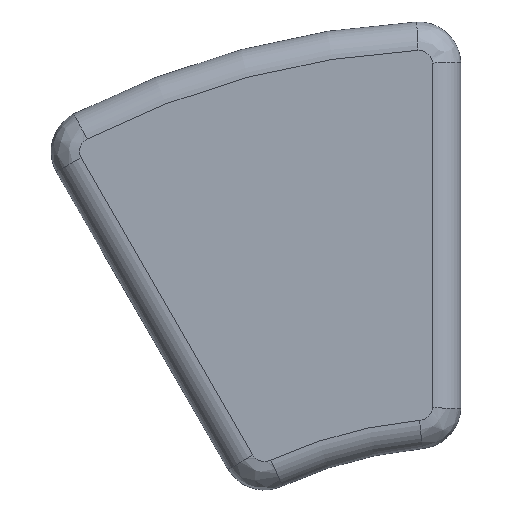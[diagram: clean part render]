
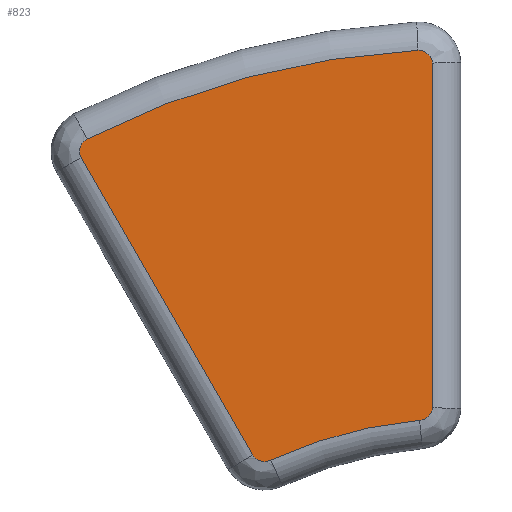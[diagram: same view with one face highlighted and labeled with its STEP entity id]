
A CAD part, top view. The second image highlights one B-rep face of the part: STEP entity #823.
In plain terms, the highlighted planar face has unit normal (0, 0, 1).
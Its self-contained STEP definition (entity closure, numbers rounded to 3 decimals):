
#41=PLANE('',#955);
#115=FACE_OUTER_BOUND('',#168,.T.);
#168=EDGE_LOOP('',(#757,#758,#759,#760,#761,#762,#763,#764,#765));
#213=LINE('',#1586,#262);
#214=LINE('',#1601,#263);
#218=LINE('',#1619,#267);
#262=VECTOR('',#1194,1.);
#263=VECTOR('',#1199,1.);
#267=VECTOR('',#1223,1.);
#315=CIRCLE('',#924,1.);
#323=CIRCLE('',#936,1.);
#324=CIRCLE('',#939,58.);
#327=CIRCLE('',#943,1.);
#330=CIRCLE('',#950,32.);
#331=CIRCLE('',#953,1.);
#391=VERTEX_POINT('',#1422);
#392=VERTEX_POINT('',#1424);
#400=VERTEX_POINT('',#1486);
#401=VERTEX_POINT('',#1487);
#402=VERTEX_POINT('',#1521);
#404=VERTEX_POINT('',#1598);
#405=VERTEX_POINT('',#1600);
#408=VERTEX_POINT('',#1612);
#409=VERTEX_POINT('',#1618);
#496=EDGE_CURVE('',#391,#392,#315,.T.);
#509=EDGE_CURVE('',#400,#401,#323,.T.);
#512=EDGE_CURVE('',#391,#401,#324,.T.);
#514=EDGE_CURVE('',#392,#402,#213,.T.);
#517=EDGE_CURVE('',#405,#404,#214,.T.);
#518=EDGE_CURVE('',#402,#405,#327,.T.);
#524=EDGE_CURVE('',#404,#408,#330,.T.);
#526=EDGE_CURVE('',#409,#400,#218,.T.);
#528=EDGE_CURVE('',#408,#409,#331,.T.);
#757=ORIENTED_EDGE('',*,*,#512,.F.);
#758=ORIENTED_EDGE('',*,*,#496,.T.);
#759=ORIENTED_EDGE('',*,*,#514,.T.);
#760=ORIENTED_EDGE('',*,*,#518,.T.);
#761=ORIENTED_EDGE('',*,*,#517,.T.);
#762=ORIENTED_EDGE('',*,*,#524,.T.);
#763=ORIENTED_EDGE('',*,*,#528,.T.);
#764=ORIENTED_EDGE('',*,*,#526,.T.);
#765=ORIENTED_EDGE('',*,*,#509,.T.);
#823=ADVANCED_FACE('',(#115),#41,.T.);
#924=AXIS2_PLACEMENT_3D('',#1453,#1155,#1156);
#936=AXIS2_PLACEMENT_3D('',#1488,#1184,#1185);
#939=AXIS2_PLACEMENT_3D('',#1519,#1190,#1191);
#943=AXIS2_PLACEMENT_3D('',#1602,#1200,#1201);
#950=AXIS2_PLACEMENT_3D('',#1614,#1216,#1217);
#953=AXIS2_PLACEMENT_3D('',#1657,#1224,#1225);
#955=AXIS2_PLACEMENT_3D('',#1659,#1228,#1229);
#1155=DIRECTION('center_axis',(0.,0.,
1.));
#1156=DIRECTION('ref_axis',(-0.866,-0.5,0.));
#1184=DIRECTION('center_axis',(0.,0.,
1.));
#1185=DIRECTION('ref_axis',(-0.037,0.999,0.));
#1190=DIRECTION('center_axis',(0.,0.,-1.));
#1191=DIRECTION('ref_axis',(-0.5,0.866,0.));
#1194=DIRECTION('',(0.5,-0.866,0.));
#1199=DIRECTION('',(0.431,-0.903,0.));
#1200=DIRECTION('center_axis',(0.,0.,
1.));
#1201=DIRECTION('ref_axis',(0.431,-0.903,0.));
#1216=DIRECTION('center_axis',(0.,0.,
-1.));
#1217=DIRECTION('ref_axis',(0.,1.,0.));
#1223=DIRECTION('',(0.,1.,0.));
#1224=DIRECTION('center_axis',(0.,0.,
1.));
#1225=DIRECTION('ref_axis',(1.,0.,0.));
#1228=DIRECTION('center_axis',(0.,0.,
1.));
#1229=DIRECTION('ref_axis',(0.5,-0.866,0.));
#1422=CARTESIAN_POINT('',(-26.328,51.68,3.));
#1424=CARTESIAN_POINT('',(-26.753,50.341,3.));
#1453=CARTESIAN_POINT('Origin',(-25.862,50.795,3.));
#1486=CARTESIAN_POINT('',(-2.005,57.021,3.));
#1487=CARTESIAN_POINT('',(-3.037,57.92,3.));
#1488=CARTESIAN_POINT('Origin',(-3.,56.921,3.));
#1519=CARTESIAN_POINT('Origin',(0.,0.,3.));
#1521=CARTESIAN_POINT('',(-14.678,29.426,3.));
#1586=CARTESIAN_POINT('',(-5.517,13.558,3.));
#1598=CARTESIAN_POINT('',(-13.403,29.058,3.));
#1600=CARTESIAN_POINT('',(-13.403,29.059,3.));
#1601=CARTESIAN_POINT('',(-11.899,25.905,3.));
#1602=CARTESIAN_POINT('Origin',(-13.834,29.961,3.));
#1612=CARTESIAN_POINT('',(-2.909,31.867,3.));
#1614=CARTESIAN_POINT('Origin',(0.,0.,3.));
#1618=CARTESIAN_POINT('',(-2.005,32.763,3.));
#1619=CARTESIAN_POINT('',(-2.005,102.557,3.));
#1657=CARTESIAN_POINT('Origin',(-3.,32.863,3.));
#1659=CARTESIAN_POINT('Origin',(-14.5,25.115,3.));
